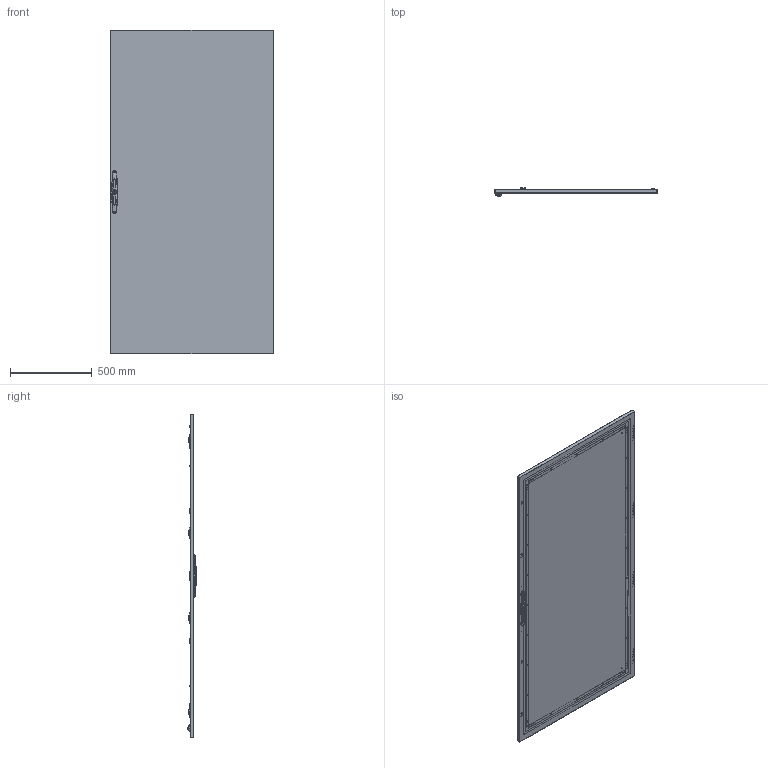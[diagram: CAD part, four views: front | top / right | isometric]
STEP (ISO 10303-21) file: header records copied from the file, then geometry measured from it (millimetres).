
FILE_DESCRIPTION (( 'STEP AP203' ), '1' );
FILE_NAME ('DBE20A.step', '2021-06-30T17:17:01', ( 'ADC123' ), ( 'Microsoft' ), 'SwSTEP 2.0', 'SolidWorks 2021', '' );
FILE_SCHEMA (( 'CONFIG_CONTROL_DESIGN' ));
Products named in the file (1): DBE20A
Bounding box: 993 x 53.07 x 1984 mm (x, y, z)
Volume: 5534305.3 mm3; surface area: 5426739.6 mm2
Topology: 88 solids, 88 shells, 3336 faces, 8784 edges, 5722 vertices
Faces by surface type: plane 1600, cylinder 1203, cone 274, bspline 221, torus 38
Full cylindrical faces by diameter (mm): 0.25 x8, 3.4 x2, 3.5 x6, 4 x2, 4.25 x160, 4.3 x2, 4.4 x2, 4.9 x8, 4.917 x10, 5 x9, 5.2 x3, 5.5 x1, 6 x24, 6.2 x4, 7 x34, 7.2 x18, 8 x2, 9 x40, 10 x2, 10.2 x1, 12 x2, 12.8 x1, 13.5 x2, 14 x2, 15 x1, 15.2 x1, 15.9 x1
Entity records: 129789 total; most frequent: CARTESIAN_POINT 50539, ORIENTED_EDGE 16432, DIRECTION 15415, EDGE_CURVE 8216, VERTEX_POINT 5622, AXIS2_PLACEMENT_3D 5538, EDGE_LOOP 4442, VECTOR 4339
